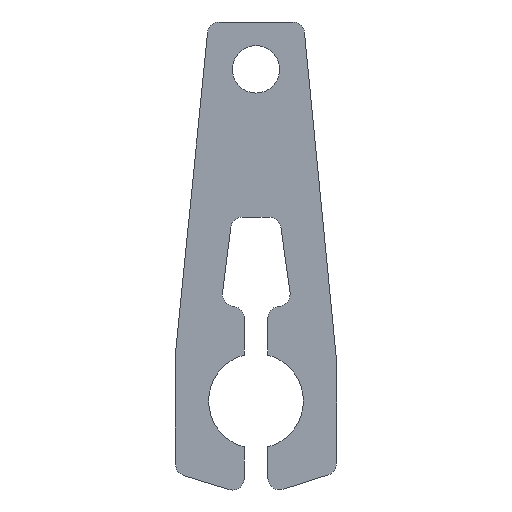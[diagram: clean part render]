
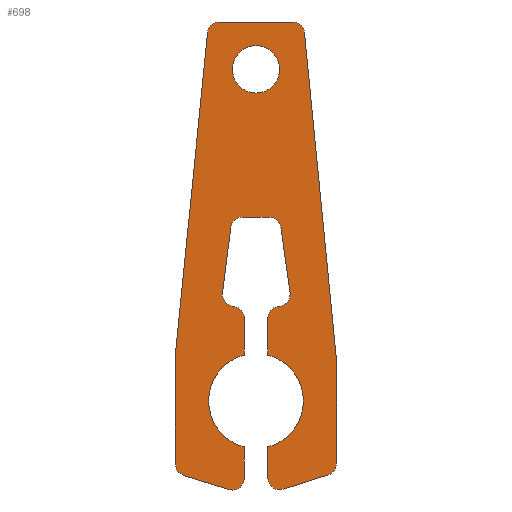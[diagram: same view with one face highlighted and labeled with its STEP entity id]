
A CAD part, front view. The second image highlights one B-rep face of the part: STEP entity #698.
In plain terms, the highlighted planar face has unit normal (0, -1, 0).
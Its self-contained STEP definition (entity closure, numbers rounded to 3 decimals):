
#20=FACE_BOUND('',#114,.T.);
#38=PLANE('',#786);
#73=FACE_OUTER_BOUND('',#113,.T.);
#113=EDGE_LOOP('',(#616,#617,#618,#619,#620,#621,#622,#623,#624,#625,#626,
#627,#628,#629,#630,#631,#632,#633,#634,#635,#636,#637,#638,#639,#640,#641,
#642,#643,#644,#645));
#114=EDGE_LOOP('',(#646));
#119=CIRCLE('',#726,5.);
#120=CIRCLE('',#729,2.5);
#122=CIRCLE('',#733,2.5);
#124=CIRCLE('',#738,2.5);
#126=CIRCLE('',#742,2.5);
#128=CIRCLE('',#746,10.);
#130=CIRCLE('',#750,2.5);
#132=CIRCLE('',#754,2.5);
#134=CIRCLE('',#758,2.5);
#136=CIRCLE('',#762,2.5);
#138=CIRCLE('',#766,2.5);
#140=CIRCLE('',#770,2.5);
#142=CIRCLE('',#774,10.);
#144=CIRCLE('',#778,2.5);
#146=CIRCLE('',#782,2.5);
#151=LINE('',#1080,#216);
#156=LINE('',#1094,#221);
#160=LINE('',#1106,#225);
#163=LINE('',#1112,#228);
#167=LINE('',#1124,#232);
#171=LINE('',#1136,#236);
#175=LINE('',#1148,#240);
#179=LINE('',#1160,#244);
#183=LINE('',#1172,#248);
#187=LINE('',#1184,#252);
#191=LINE('',#1196,#256);
#195=LINE('',#1208,#260);
#199=LINE('',#1220,#264);
#203=LINE('',#1232,#268);
#207=LINE('',#1244,#272);
#211=LINE('',#1255,#276);
#216=VECTOR('',#810,10.);
#221=VECTOR('',#823,10.);
#225=VECTOR('',#835,10.);
#228=VECTOR('',#840,10.);
#232=VECTOR('',#852,10.);
#236=VECTOR('',#864,10.);
#240=VECTOR('',#876,10.);
#244=VECTOR('',#888,10.);
#248=VECTOR('',#900,10.);
#252=VECTOR('',#912,10.);
#256=VECTOR('',#924,10.);
#260=VECTOR('',#936,10.);
#264=VECTOR('',#948,10.);
#268=VECTOR('',#960,10.);
#272=VECTOR('',#972,10.);
#276=VECTOR('',#984,10.);
#286=VERTEX_POINT('',#1074);
#287=VERTEX_POINT('',#1078);
#288=VERTEX_POINT('',#1079);
#291=VERTEX_POINT('',#1087);
#293=VERTEX_POINT('',#1093);
#295=VERTEX_POINT('',#1099);
#297=VERTEX_POINT('',#1105);
#299=VERTEX_POINT('',#1111);
#301=VERTEX_POINT('',#1117);
#303=VERTEX_POINT('',#1123);
#305=VERTEX_POINT('',#1129);
#307=VERTEX_POINT('',#1135);
#309=VERTEX_POINT('',#1141);
#311=VERTEX_POINT('',#1147);
#313=VERTEX_POINT('',#1153);
#315=VERTEX_POINT('',#1159);
#317=VERTEX_POINT('',#1165);
#319=VERTEX_POINT('',#1171);
#321=VERTEX_POINT('',#1177);
#323=VERTEX_POINT('',#1183);
#325=VERTEX_POINT('',#1189);
#327=VERTEX_POINT('',#1195);
#329=VERTEX_POINT('',#1201);
#331=VERTEX_POINT('',#1207);
#333=VERTEX_POINT('',#1213);
#335=VERTEX_POINT('',#1219);
#337=VERTEX_POINT('',#1225);
#339=VERTEX_POINT('',#1231);
#341=VERTEX_POINT('',#1237);
#343=VERTEX_POINT('',#1243);
#345=VERTEX_POINT('',#1249);
#356=EDGE_CURVE('',#286,#286,#119,.T.);
#357=EDGE_CURVE('',#287,#288,#151,.T.);
#361=EDGE_CURVE('',#291,#287,#120,.T.);
#364=EDGE_CURVE('',#293,#291,#156,.T.);
#367=EDGE_CURVE('',#295,#293,#122,.T.);
#370=EDGE_CURVE('',#297,#295,#160,.T.);
#373=EDGE_CURVE('',#299,#297,#163,.T.);
#376=EDGE_CURVE('',#301,#299,#124,.T.);
#379=EDGE_CURVE('',#303,#301,#167,.T.);
#382=EDGE_CURVE('',#305,#303,#126,.T.);
#385=EDGE_CURVE('',#307,#305,#171,.T.);
#388=EDGE_CURVE('',#309,#307,#128,.T.);
#391=EDGE_CURVE('',#311,#309,#175,.T.);
#394=EDGE_CURVE('',#313,#311,#130,.T.);
#397=EDGE_CURVE('',#315,#313,#179,.T.);
#400=EDGE_CURVE('',#317,#315,#132,.T.);
#403=EDGE_CURVE('',#319,#317,#183,.T.);
#406=EDGE_CURVE('',#321,#319,#134,.T.);
#409=EDGE_CURVE('',#323,#321,#187,.T.);
#412=EDGE_CURVE('',#325,#323,#136,.T.);
#415=EDGE_CURVE('',#327,#325,#191,.T.);
#418=EDGE_CURVE('',#329,#327,#138,.T.);
#421=EDGE_CURVE('',#331,#329,#195,.T.);
#424=EDGE_CURVE('',#333,#331,#140,.T.);
#427=EDGE_CURVE('',#335,#333,#199,.T.);
#430=EDGE_CURVE('',#337,#335,#142,.T.);
#433=EDGE_CURVE('',#339,#337,#203,.T.);
#436=EDGE_CURVE('',#341,#339,#144,.T.);
#439=EDGE_CURVE('',#343,#341,#207,.T.);
#442=EDGE_CURVE('',#345,#343,#146,.T.);
#445=EDGE_CURVE('',#288,#345,#211,.T.);
#616=ORIENTED_EDGE('',*,*,#445,.F.);
#617=ORIENTED_EDGE('',*,*,#357,.F.);
#618=ORIENTED_EDGE('',*,*,#361,.F.);
#619=ORIENTED_EDGE('',*,*,#364,.F.);
#620=ORIENTED_EDGE('',*,*,#367,.F.);
#621=ORIENTED_EDGE('',*,*,#370,.F.);
#622=ORIENTED_EDGE('',*,*,#373,.F.);
#623=ORIENTED_EDGE('',*,*,#376,.F.);
#624=ORIENTED_EDGE('',*,*,#379,.F.);
#625=ORIENTED_EDGE('',*,*,#382,.F.);
#626=ORIENTED_EDGE('',*,*,#385,.F.);
#627=ORIENTED_EDGE('',*,*,#388,.F.);
#628=ORIENTED_EDGE('',*,*,#391,.F.);
#629=ORIENTED_EDGE('',*,*,#394,.F.);
#630=ORIENTED_EDGE('',*,*,#397,.F.);
#631=ORIENTED_EDGE('',*,*,#400,.F.);
#632=ORIENTED_EDGE('',*,*,#403,.F.);
#633=ORIENTED_EDGE('',*,*,#406,.F.);
#634=ORIENTED_EDGE('',*,*,#409,.F.);
#635=ORIENTED_EDGE('',*,*,#412,.F.);
#636=ORIENTED_EDGE('',*,*,#415,.F.);
#637=ORIENTED_EDGE('',*,*,#418,.F.);
#638=ORIENTED_EDGE('',*,*,#421,.F.);
#639=ORIENTED_EDGE('',*,*,#424,.F.);
#640=ORIENTED_EDGE('',*,*,#427,.F.);
#641=ORIENTED_EDGE('',*,*,#430,.F.);
#642=ORIENTED_EDGE('',*,*,#433,.F.);
#643=ORIENTED_EDGE('',*,*,#436,.F.);
#644=ORIENTED_EDGE('',*,*,#439,.F.);
#645=ORIENTED_EDGE('',*,*,#442,.F.);
#646=ORIENTED_EDGE('',*,*,#356,.F.);
#698=ADVANCED_FACE('',(#73,#20),#38,.F.);
#726=AXIS2_PLACEMENT_3D('',#1076,#806,#807);
#729=AXIS2_PLACEMENT_3D('',#1088,#816,#817);
#733=AXIS2_PLACEMENT_3D('',#1100,#828,#829);
#738=AXIS2_PLACEMENT_3D('',#1118,#845,#846);
#742=AXIS2_PLACEMENT_3D('',#1130,#857,#858);
#746=AXIS2_PLACEMENT_3D('',#1142,#869,#870);
#750=AXIS2_PLACEMENT_3D('',#1154,#881,#882);
#754=AXIS2_PLACEMENT_3D('',#1166,#893,#894);
#758=AXIS2_PLACEMENT_3D('',#1178,#905,#906);
#762=AXIS2_PLACEMENT_3D('',#1190,#917,#918);
#766=AXIS2_PLACEMENT_3D('',#1202,#929,#930);
#770=AXIS2_PLACEMENT_3D('',#1214,#941,#942);
#774=AXIS2_PLACEMENT_3D('',#1226,#953,#954);
#778=AXIS2_PLACEMENT_3D('',#1238,#965,#966);
#782=AXIS2_PLACEMENT_3D('',#1250,#977,#978);
#786=AXIS2_PLACEMENT_3D('',#1258,#988,#989);
#806=DIRECTION('center_axis',(0.,-1.,0.));
#807=DIRECTION('ref_axis',(1.,0.,0.));
#810=DIRECTION('',(0.097,0.,-0.995));
#816=DIRECTION('center_axis',(0.,1.,0.));
#817=DIRECTION('ref_axis',(-1.,0.,0.));
#823=DIRECTION('',(1.,0.,0.));
#828=DIRECTION('center_axis',(0.,1.,0.));
#829=DIRECTION('ref_axis',(-1.,0.,0.));
#835=DIRECTION('',(0.1,0.,0.995));
#840=DIRECTION('',(0.,0.,1.));
#845=DIRECTION('center_axis',(0.,1.,0.));
#846=DIRECTION('ref_axis',(-1.,0.,0.));
#852=DIRECTION('',(-0.955,0.,0.297));
#857=DIRECTION('center_axis',(0.,1.,0.));
#858=DIRECTION('ref_axis',(-1.,0.,0.));
#864=DIRECTION('',(0.,0.,-1.));
#869=DIRECTION('center_axis',(0.,-1.,0.));
#870=DIRECTION('ref_axis',(1.,0.,0.));
#876=DIRECTION('',(0.,0.,-1.));
#881=DIRECTION('center_axis',(0.,1.,0.));
#882=DIRECTION('ref_axis',(-1.,0.,0.));
#888=DIRECTION('',(-1.,0.,0.));
#893=DIRECTION('center_axis',(0.,-1.,0.));
#894=DIRECTION('ref_axis',(1.,0.,0.));
#900=DIRECTION('',(-0.126,0.,-0.992));
#905=DIRECTION('center_axis',(0.,-1.,0.));
#906=DIRECTION('ref_axis',(1.,0.,0.));
#912=DIRECTION('',(-1.,0.,0.));
#917=DIRECTION('center_axis',(0.,-1.,0.));
#918=DIRECTION('ref_axis',(1.,0.,0.));
#924=DIRECTION('',(-0.137,0.,0.991));
#929=DIRECTION('center_axis',(0.,-1.,0.));
#930=DIRECTION('ref_axis',(1.,0.,0.));
#936=DIRECTION('',(-1.,0.,0.));
#941=DIRECTION('center_axis',(0.,1.,0.));
#942=DIRECTION('ref_axis',(-1.,0.,0.));
#948=DIRECTION('',(0.,0.,1.));
#953=DIRECTION('center_axis',(0.,-1.,0.));
#954=DIRECTION('ref_axis',(1.,0.,0.));
#960=DIRECTION('',(0.,0.,1.));
#965=DIRECTION('center_axis',(0.,1.,0.));
#966=DIRECTION('ref_axis',(-1.,0.,0.));
#972=DIRECTION('',(-0.952,0.,-0.307));
#977=DIRECTION('center_axis',(0.,1.,0.));
#978=DIRECTION('ref_axis',(-1.,0.,0.));
#984=DIRECTION('',(0.,0.,-1.));
#988=DIRECTION('center_axis',(0.,1.,0.));
#989=DIRECTION('ref_axis',(0.,0.,1.));
#1074=CARTESIAN_POINT('',(-5.,0.,70.));
#1076=CARTESIAN_POINT('Origin',(0.,0.,70.));
#1078=CARTESIAN_POINT('',(10.221,0.,77.744));
#1079=CARTESIAN_POINT('',(17.,0.,8.508));
#1080=CARTESIAN_POINT('',(10.,0.,80.));
#1087=CARTESIAN_POINT('',(7.733,0.,80.));
#1088=CARTESIAN_POINT('Origin',(7.733,0.,77.5));
#1093=CARTESIAN_POINT('',(-7.738,0.,80.));
#1094=CARTESIAN_POINT('',(-10.,0.,80.));
#1099=CARTESIAN_POINT('',(-10.225,0.,77.749));
#1100=CARTESIAN_POINT('Origin',(-7.738,0.,77.5));
#1105=CARTESIAN_POINT('',(-17.,0.,10.));
#1106=CARTESIAN_POINT('',(-17.,0.,10.));
#1111=CARTESIAN_POINT('',(-17.,0.,-13.337));
#1112=CARTESIAN_POINT('',(-17.,0.,-15.179));
#1117=CARTESIAN_POINT('',(-15.242,0.,-15.725));
#1118=CARTESIAN_POINT('Origin',(-14.5,0.,-13.337));
#1123=CARTESIAN_POINT('',(-5.742,0.,-18.676));
#1124=CARTESIAN_POINT('',(-2.5,0.,-19.682));
#1129=CARTESIAN_POINT('',(-2.5,0.,-16.288));
#1130=CARTESIAN_POINT('Origin',(-5.,0.,-16.288));
#1135=CARTESIAN_POINT('',(-2.5,0.,-9.682));
#1136=CARTESIAN_POINT('',(-2.5,0.,-9.682));
#1141=CARTESIAN_POINT('',(-2.49,0.,9.685));
#1142=CARTESIAN_POINT('Origin',(0.,0.,0.));
#1147=CARTESIAN_POINT('',(-2.49,0.,17.49));
#1148=CARTESIAN_POINT('',(-2.49,0.,19.685));
#1153=CARTESIAN_POINT('',(-4.99,0.,19.99));
#1154=CARTESIAN_POINT('Origin',(-4.99,0.,17.49));
#1159=CARTESIAN_POINT('',(-4.591,0.,19.99));
#1160=CARTESIAN_POINT('',(7.573,0.,19.99));
#1165=CARTESIAN_POINT('',(-7.071,0.,22.804));
#1166=CARTESIAN_POINT('Origin',(-4.591,0.,22.49));
#1171=CARTESIAN_POINT('',(-5.318,0.,36.649));
#1172=CARTESIAN_POINT('',(-5.041,0.,38.835));
#1177=CARTESIAN_POINT('',(-2.838,0.,38.835));
#1178=CARTESIAN_POINT('Origin',(-2.838,0.,36.335));
#1183=CARTESIAN_POINT('',(2.782,0.,38.835));
#1184=CARTESIAN_POINT('',(4.959,0.,38.835));
#1189=CARTESIAN_POINT('',(5.258,0.,36.678));
#1190=CARTESIAN_POINT('Origin',(2.782,0.,36.335));
#1195=CARTESIAN_POINT('',(7.178,0.,22.834));
#1196=CARTESIAN_POINT('',(7.573,0.,19.99));
#1201=CARTESIAN_POINT('',(4.702,0.,19.99));
#1202=CARTESIAN_POINT('Origin',(4.702,0.,22.49));
#1207=CARTESIAN_POINT('',(5.,0.,19.99));
#1208=CARTESIAN_POINT('',(7.573,0.,19.99));
#1213=CARTESIAN_POINT('',(2.5,0.,17.49));
#1214=CARTESIAN_POINT('Origin',(5.,0.,17.49));
#1219=CARTESIAN_POINT('',(2.5,0.,9.682));
#1220=CARTESIAN_POINT('',(2.5,0.,9.682));
#1225=CARTESIAN_POINT('',(2.5,0.,-9.682));
#1226=CARTESIAN_POINT('Origin',(0.,0.,0.));
#1231=CARTESIAN_POINT('',(2.5,0.,-16.248));
#1232=CARTESIAN_POINT('',(2.5,0.,-19.682));
#1237=CARTESIAN_POINT('',(5.768,0.,-18.627));
#1238=CARTESIAN_POINT('Origin',(5.,0.,-16.248));
#1243=CARTESIAN_POINT('',(15.268,0.,-15.559));
#1244=CARTESIAN_POINT('',(17.,0.,-15.));
#1249=CARTESIAN_POINT('',(17.,0.,-13.18));
#1250=CARTESIAN_POINT('Origin',(14.5,0.,-13.18));
#1255=CARTESIAN_POINT('',(17.,0.,8.508));
#1258=CARTESIAN_POINT('Origin',(0.,0.,30.606));
